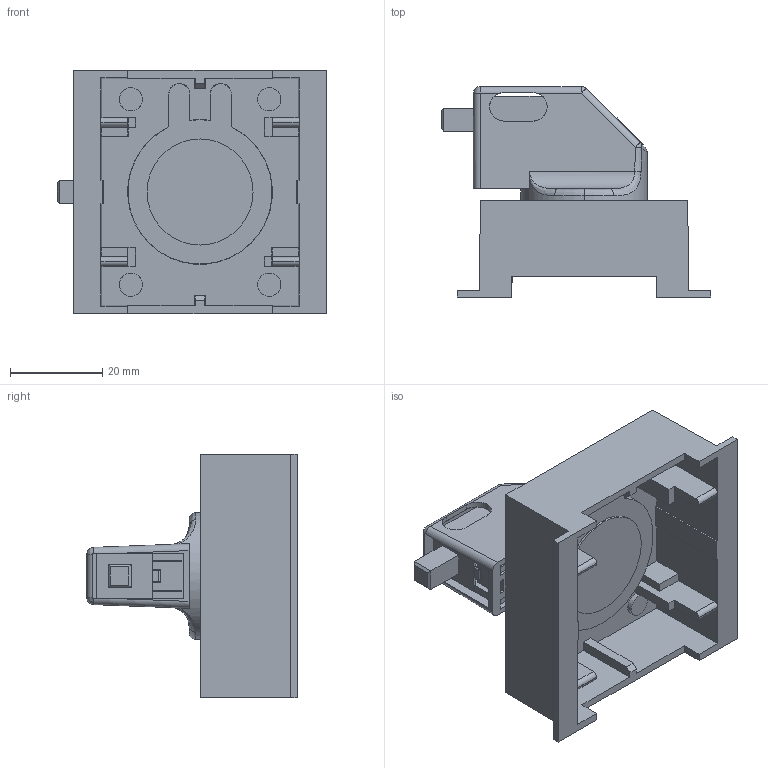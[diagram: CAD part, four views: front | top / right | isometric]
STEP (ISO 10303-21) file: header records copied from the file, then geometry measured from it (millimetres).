
FILE_DESCRIPTION (( 'STEP AP214' ), '1' );
FILE_NAME ('H10B.step', '2020-05-11T19:34:01', ( '' ), ( '' ), 'SwSTEP 2.0', 'SolidWorks 2019', '' );
FILE_SCHEMA (( 'AUTOMOTIVE_DESIGN' ));
Length unit declared in the file: inch
Products named in the file (2): H10B
Bounding box: 58.51 x 45.7 x 52.87 mm (x, y, z)
Volume: 25162.1 mm3; surface area: 20935.3 mm2
Topology: 1 solids, 1 shells, 339 faces, 939 edges, 603 vertices
Faces by surface type: plane 225, bspline 46, cylinder 42, cone 26
Entity records: 13513 total; most frequent: CARTESIAN_POINT 5147, ORIENTED_EDGE 1862, DIRECTION 1524, EDGE_CURVE 931, VECTOR 694, LINE 694, VERTEX_POINT 603, AXIS2_PLACEMENT_3D 415
